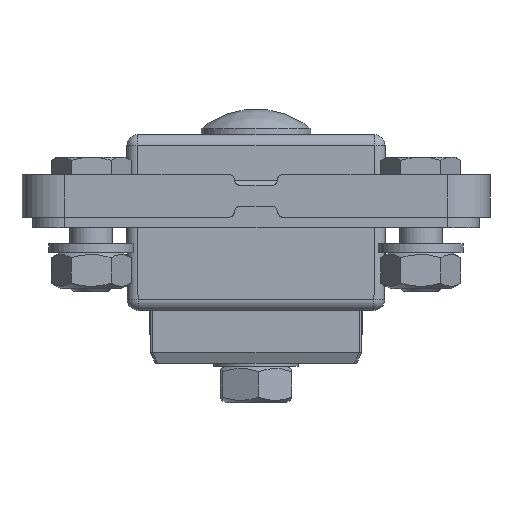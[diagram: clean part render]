
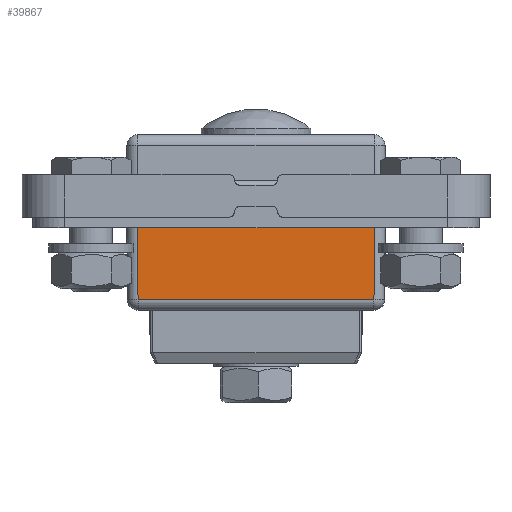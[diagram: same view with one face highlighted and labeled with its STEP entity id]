
A CAD part, left-side view. The second image highlights one B-rep face of the part: STEP entity #39867.
In plain terms, the highlighted planar face has unit normal (-1, 0, 0).
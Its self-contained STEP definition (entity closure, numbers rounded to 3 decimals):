
#37408=CARTESIAN_POINT('',(-110.5,-22.324,8.5));
#37409=VERTEX_POINT('',#37408);
#37459=CARTESIAN_POINT('',(-110.5,22.324,8.5));
#37460=VERTEX_POINT('',#37459);
#37468=CARTESIAN_POINT('',(-110.5,22.324,8.5));
#37469=DIRECTION('',(0.0,-1.0,0.0));
#37470=VECTOR('',#37469,44.648);
#37471=LINE('',#37468,#37470);
#37472=EDGE_CURVE('',#37460,#37409,#37471,.T.);
#38222=CARTESIAN_POINT('',(-110.5,-22.18,-8.));
#38223=VERTEX_POINT('',#38222);
#38224=CARTESIAN_POINT('',(-110.5,-22.324,8.5));
#38225=DIRECTION('',(0.0,0.009,-1.));
#38226=VECTOR('',#38225,16.501);
#38227=LINE('',#38224,#38226);
#38228=EDGE_CURVE('',#37409,#38223,#38227,.T.);
#38246=CARTESIAN_POINT('',(-110.5,22.18,-8.0));
#38247=VERTEX_POINT('',#38246);
#38272=CARTESIAN_POINT('',(-110.5,-22.18,-8.0));
#38273=DIRECTION('',(0.0,1.0,0.0));
#38274=VECTOR('',#38273,44.36);
#38275=LINE('',#38272,#38274);
#38276=EDGE_CURVE('',#38223,#38247,#38275,.T.);
#38295=CARTESIAN_POINT('',(-110.5,22.18,-8.0));
#38296=DIRECTION('',(0.0,0.009,1.));
#38297=VECTOR('',#38296,16.501);
#38298=LINE('',#38295,#38297);
#38299=EDGE_CURVE('',#38247,#37460,#38298,.T.);
#39856=CARTESIAN_POINT('',(-110.5,-24.25,0.0));
#39857=DIRECTION('',(-1.0,0.0,0.0));
#39858=DIRECTION('',(0.0,0.0,1.0));
#39859=AXIS2_PLACEMENT_3D('',#39856,#39857,#39858);
#39860=PLANE('',#39859);
#39861=ORIENTED_EDGE('',*,*,#37472,.F.);
#39862=ORIENTED_EDGE('',*,*,#38299,.F.);
#39863=ORIENTED_EDGE('',*,*,#38276,.F.);
#39864=ORIENTED_EDGE('',*,*,#38228,.F.);
#39865=EDGE_LOOP('',(#39861,#39862,#39863,#39864));
#39866=FACE_OUTER_BOUND('',#39865,.T.);
#39867=ADVANCED_FACE('',(#39866),#39860,.T.);
